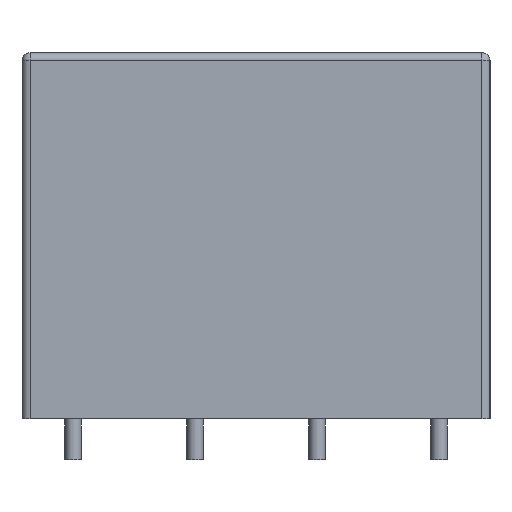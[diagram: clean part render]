
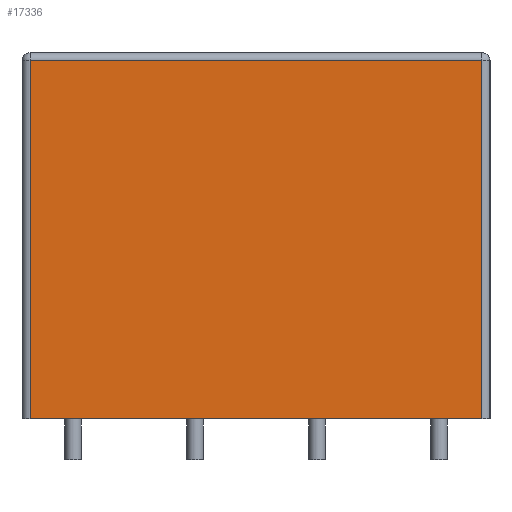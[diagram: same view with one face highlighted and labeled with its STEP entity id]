
A CAD part, left-side view. The second image highlights one B-rep face of the part: STEP entity #17336.
In plain terms, the highlighted planar face has unit normal (-1, 0, 0).
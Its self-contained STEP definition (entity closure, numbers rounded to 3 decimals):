
#2047=FACE_OUTER_BOUND('',#3082,.T.);
#3082=EDGE_LOOP('',(#15698,#15699,#15700,#15701));
#4879=LINE('',#31064,#6680);
#4882=LINE('',#31077,#6683);
#4884=LINE('',#31081,#6685);
#4888=LINE('',#31090,#6689);
#6680=VECTOR('',#21188,10.);
#6683=VECTOR('',#21203,10.);
#6685=VECTOR('',#21209,10.);
#6689=VECTOR('',#21223,10.);
#8322=VERTEX_POINT('',#31057);
#8324=VERTEX_POINT('',#31062);
#8325=VERTEX_POINT('',#31067);
#8327=VERTEX_POINT('',#31073);
#10777=EDGE_CURVE('',#8324,#8322,#4879,.T.);
#10784=EDGE_CURVE('',#8325,#8327,#4882,.T.);
#10786=EDGE_CURVE('',#8322,#8325,#4884,.T.);
#10790=EDGE_CURVE('',#8327,#8324,#4888,.T.);
#15698=ORIENTED_EDGE('',*,*,#10777,.F.);
#15699=ORIENTED_EDGE('',*,*,#10790,.F.);
#15700=ORIENTED_EDGE('',*,*,#10784,.F.);
#15701=ORIENTED_EDGE('',*,*,#10786,.F.);
#16313=PLANE('',#18045);
#17336=ADVANCED_FACE('',(#2047),#16313,.T.);
#18045=AXIS2_PLACEMENT_3D('',#31089,#21221,#21222);
#21188=DIRECTION('',(0.,0.,1.));
#21203=DIRECTION('',(0.,0.,-1.));
#21209=DIRECTION('',(0.,-1.,0.));
#21221=DIRECTION('center_axis',(-1.,0.,0.));
#21222=DIRECTION('ref_axis',(0.,-1.,0.));
#21223=DIRECTION('',(0.,1.,0.));
#31057=CARTESIAN_POINT('',(-19.,11.1,17.6));
#31062=CARTESIAN_POINT('',(-19.,11.1,0.));
#31064=CARTESIAN_POINT('',(-19.,11.1,0.));
#31067=CARTESIAN_POINT('',(-19.,-11.1,17.6));
#31073=CARTESIAN_POINT('',(-19.,-11.1,0.));
#31077=CARTESIAN_POINT('',(-19.,-11.1,0.));
#31081=CARTESIAN_POINT('',(-19.,5.75,17.6));
#31089=CARTESIAN_POINT('Origin',(-19.,11.5,0.));
#31090=CARTESIAN_POINT('',(-19.,-11.5,0.));
